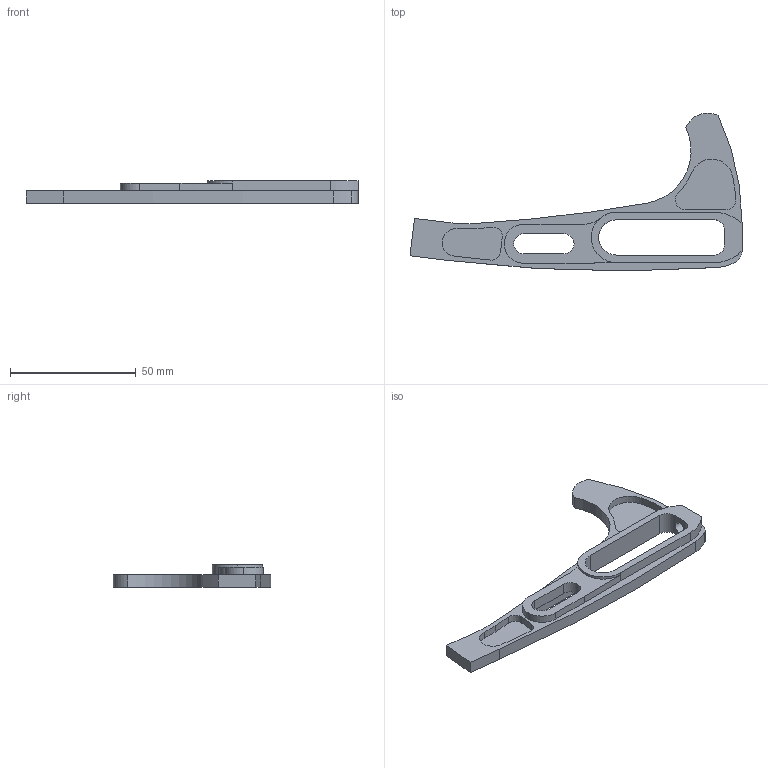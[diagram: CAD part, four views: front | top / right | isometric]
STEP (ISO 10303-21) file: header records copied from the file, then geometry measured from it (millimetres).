
FILE_DESCRIPTION (( 'STEP AP214' ), '1' );
FILE_NAME ('DSX005L.STEP', '2025-08-12T19:01:14', ( '' ), ( '' ), 'SwSTEP 2.0', 'SolidWorks 2023', '' );
FILE_SCHEMA (( 'AUTOMOTIVE_DESIGN' ));
Length unit declared in the file: millimetre
Products named in the file (1): DSX005L
Bounding box: 132.01 x 62.77 x 9 mm (x, y, z)
Volume: 13620.4 mm3; surface area: 9876.6 mm2
Topology: 1 solids, 1 shells, 64 faces, 179 edges, 119 vertices
Faces by surface type: cylinder 42, plane 22
Entity records: 2136 total; most frequent: DIRECTION 395, CARTESIAN_POINT 363, ORIENTED_EDGE 358, EDGE_CURVE 179, AXIS2_PLACEMENT_3D 151, VERTEX_POINT 119, VECTOR 93, LINE 93
